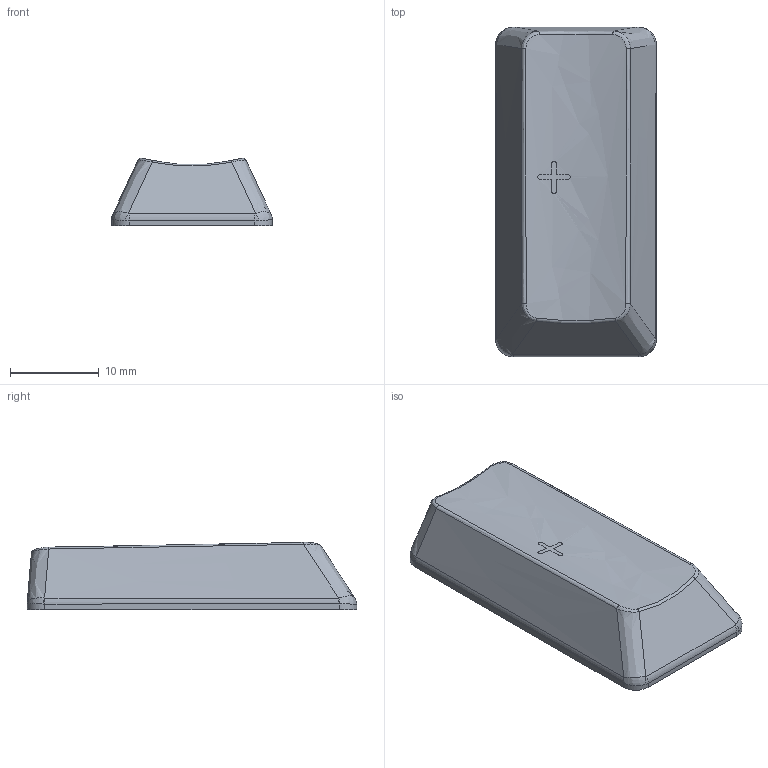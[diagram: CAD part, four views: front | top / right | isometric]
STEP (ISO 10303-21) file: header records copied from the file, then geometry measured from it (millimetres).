
FILE_DESCRIPTION(/* description */ (''),/* implementation_level */ '2;1');
FILE_NAME(/* name */ 'Row_2-3_vert_plus.step',/* time_stamp */ '2021-08-10T00:18:22-05:00',/* author */ (''),/* organization */ (''),/* preprocessor_version */ 'ST-DEVELOPER v18.1',/* originating_system */ 'Autodesk Translation Framework v10.9.0.1377',/* authorisation */ '');
FILE_SCHEMA (('AUTOMOTIVE_DESIGN { 1 0 10303 214 3 1 1 }'));
Length unit declared in the file: millimetre
Products named in the file (1): Row_2-3_vert_plus
Bounding box: 18.16 x 37.21 x 7.62 mm (x, y, z)
Volume: 1098 mm3; surface area: 2742.6 mm2
Topology: 1 solids, 1 shells, 121 faces, 314 edges, 202 vertices
Faces by surface type: bspline 54, plane 52, cylinder 15
Full cylindrical faces by diameter (mm): 5.5 x3
Entity records: 5134 total; most frequent: CARTESIAN_POINT 2538, ORIENTED_EDGE 628, DIRECTION 351, EDGE_CURVE 314, VERTEX_POINT 202, B_SPLINE_CURVE_WITH_KNOTS 151, EDGE_LOOP 128, FACE_OUTER_BOUND 121
